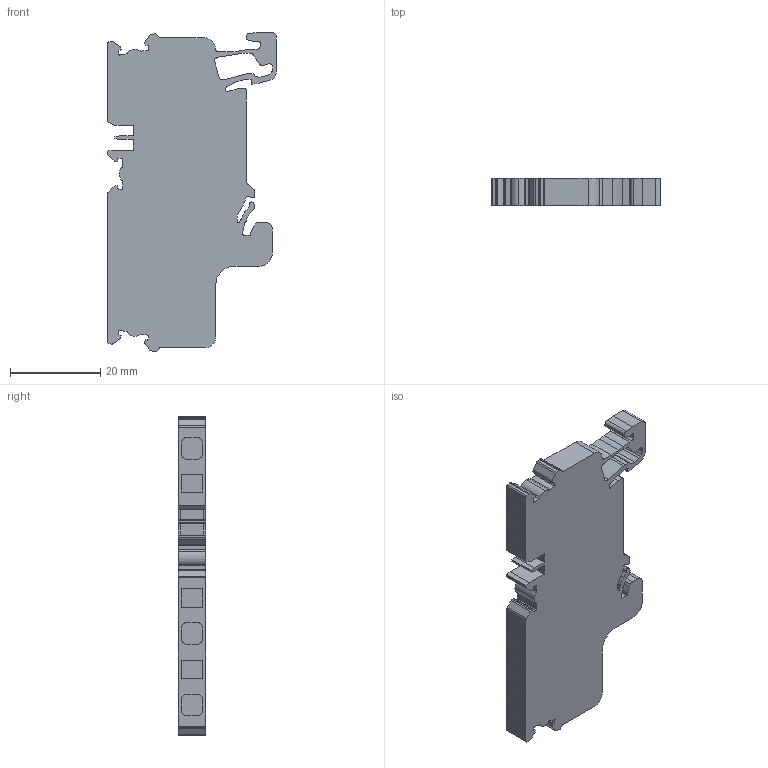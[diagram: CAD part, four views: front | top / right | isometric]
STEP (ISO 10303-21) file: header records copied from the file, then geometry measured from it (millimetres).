
FILE_DESCRIPTION (( 'STEP AP214' ), '1' );
FILE_NAME ('cx4_3GR.STEP', '2024-11-20T08:26:03', ( '' ), ( '' ), 'SwSTEP 2.0', 'SolidWorks 2022', '' );
FILE_SCHEMA (( 'AUTOMOTIVE_DESIGN' ));
Length unit declared in the file: millimetre
Products named in the file (1): cx4_3GR
Bounding box: 37.4 x 6 x 70.8 mm (x, y, z)
Volume: 11643.8 mm3; surface area: 5873.4 mm2
Topology: 1 solids, 1 shells, 279 faces, 813 edges, 542 vertices
Faces by surface type: plane 146, cylinder 133
Entity records: 9419 total; most frequent: DIRECTION 1639, CARTESIAN_POINT 1635, ORIENTED_EDGE 1626, EDGE_CURVE 813, LINE 547, VECTOR 547, AXIS2_PLACEMENT_3D 546, VERTEX_POINT 542
